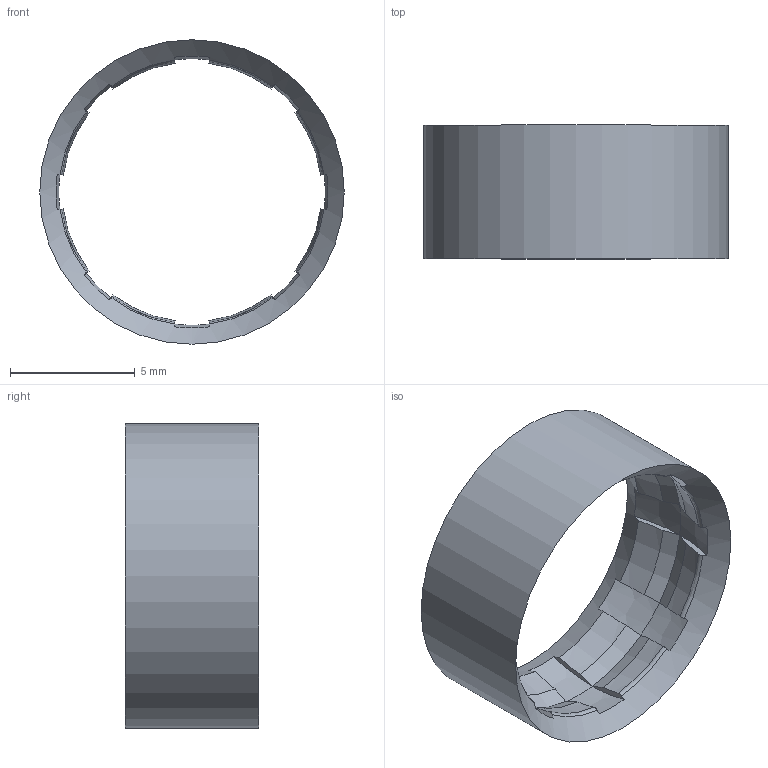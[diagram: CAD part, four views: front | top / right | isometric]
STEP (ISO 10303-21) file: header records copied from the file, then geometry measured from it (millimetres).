
FILE_DESCRIPTION(('FreeCAD Model'),'2;1');
FILE_NAME('Open CASCADE Shape Model','2023-06-28T12:28:51',(''),(''), 'Open CASCADE STEP processor 7.6','FreeCAD','Unknown');
FILE_SCHEMA(('AUTOMOTIVE_DESIGN { 1 0 10303 214 1 1 1 1 }'));
Length unit declared in the file: millimetre
Products named in the file (1): endcup_bushing_alternative
Bounding box: 12.2 x 5.35 x 12.2 mm (x, y, z)
Volume: 111.2 mm3; surface area: 440.2 mm2
Topology: 1 solids, 1 shells, 92 faces, 225 edges, 134 vertices
Faces by surface type: plane 33, sphere 32, cone 18, bspline 8, cylinder 1
Full cylindrical faces by diameter (mm): 12.2 x1
Entity records: 6496 total; most frequent: CARTESIAN_POINT 1926, DIRECTION 891, ORIENTED_EDGE 450, PCURVE 450, DEFINITIONAL_REPRESENTATION 450, LINE 403, VECTOR 403, EDGE_CURVE 225
